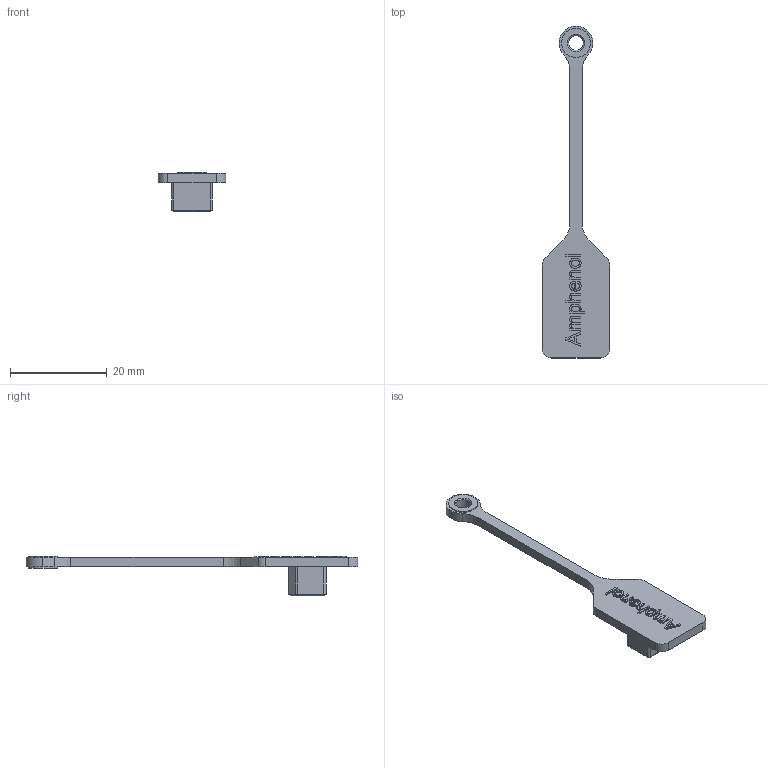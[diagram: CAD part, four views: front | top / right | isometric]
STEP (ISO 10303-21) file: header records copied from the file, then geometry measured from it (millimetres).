
FILE_DESCRIPTION (( 'STEP AP214' ), '1' );
FILE_NAME ('M-MUSB-D111-31-REVT1_Rubber.STEP', '2021-10-19T20:53:58', ( '' ), ( '' ), 'SwSTEP 2.0', 'SolidWorks 2020', '' );
FILE_SCHEMA (( 'AUTOMOTIVE_DESIGN' ));
Length unit declared in the file: millimetre
Products named in the file (1): M-MUSB-D111-31-REVT1_Rubber
Bounding box: 14 x 68.5 x 8.25 mm (x, y, z)
Volume: 1069.4 mm3; surface area: 1576.1 mm2
Topology: 1 solids, 1 shells, 190 faces, 488 edges, 316 vertices
Faces by surface type: plane 99, bspline 46, cylinder 29, cone 16
Entity records: 8360 total; most frequent: CARTESIAN_POINT 3833, ORIENTED_EDGE 976, DIRECTION 756, EDGE_CURVE 488, VECTOR 318, LINE 318, VERTEX_POINT 316, AXIS2_PLACEMENT_3D 219
